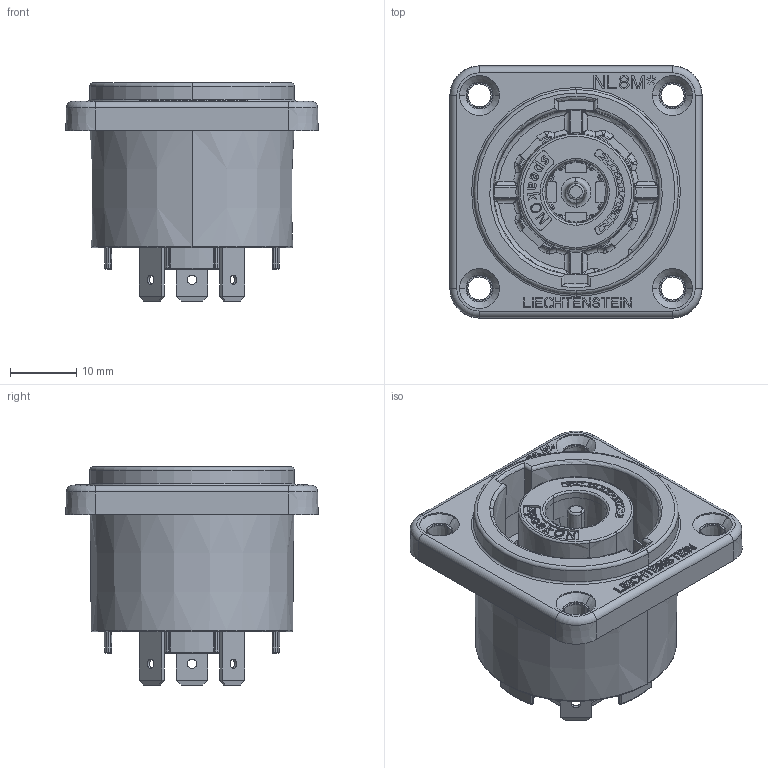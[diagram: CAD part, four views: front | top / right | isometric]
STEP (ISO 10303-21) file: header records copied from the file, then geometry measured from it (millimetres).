
FILE_DESCRIPTION((''),'2;1');
FILE_NAME('NL8MPRXX','2021-03-09T11:54:35',('man'),(''),'CREO PARAMETRIC BY PTC INC, 2019080','CREO PARAMETRIC BY PTC INC, 2019080','');
FILE_SCHEMA(('CONFIG_CONTROL_DESIGN'));
Length unit declared in the file: millimetre
Products named in the file (1): NL8MPRXX
Bounding box: 38.16 x 38.16 x 33 mm (x, y, z)
Volume: 13985.4 mm3; surface area: 12702 mm2
Topology: 1 solids, 15 shells, 2124 faces, 5368 edges, 3365 vertices
Faces by surface type: plane 1013, bspline 435, cylinder 321, torus 170, cone 123, sphere 58, extrusion 4
Entity records: 77011 total; most frequent: CARTESIAN_POINT 29109, ORIENTED_EDGE 10716, DIRECTION 8716, EDGE_CURVE 5368, VERTEX_POINT 3365, VECTOR 3000, LINE 2996, AXIS2_PLACEMENT_3D 2858
